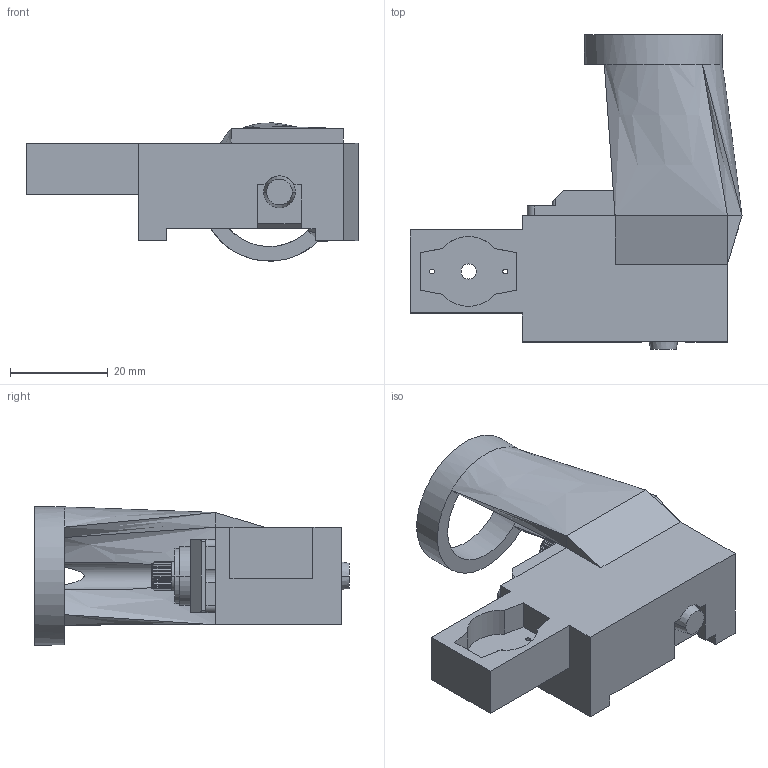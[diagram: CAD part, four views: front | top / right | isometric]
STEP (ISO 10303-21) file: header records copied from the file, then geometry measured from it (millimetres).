
FILE_DESCRIPTION((''),'2;1');
FILE_NAME('MOTOR_3_RIGHTA','2022-06-16T14:43:37',('andyc'),(''),'CREO PARAMETRIC BY PTC INC, 2021404','CREO PARAMETRIC BY PTC INC, 2021404','');
FILE_SCHEMA(('CONFIG_CONTROL_DESIGN'));
Length unit declared in the file: inch
Products named in the file (1): MOTOR_3_RIGHTA
Bounding box: 68 x 64.4 x 28.29 mm (x, y, z)
Volume: 30063.2 mm3; surface area: 14942.8 mm2
Topology: 1 solids, 1 shells, 244 faces, 625 edges, 382 vertices
Faces by surface type: plane 142, cylinder 65, cone 29, bspline 8
Entity records: 7965 total; most frequent: CARTESIAN_POINT 2245, ORIENTED_EDGE 1246, DIRECTION 1079, EDGE_CURVE 623, VERTEX_POINT 382, AXIS2_PLACEMENT_3D 366, VECTOR 347, LINE 347
